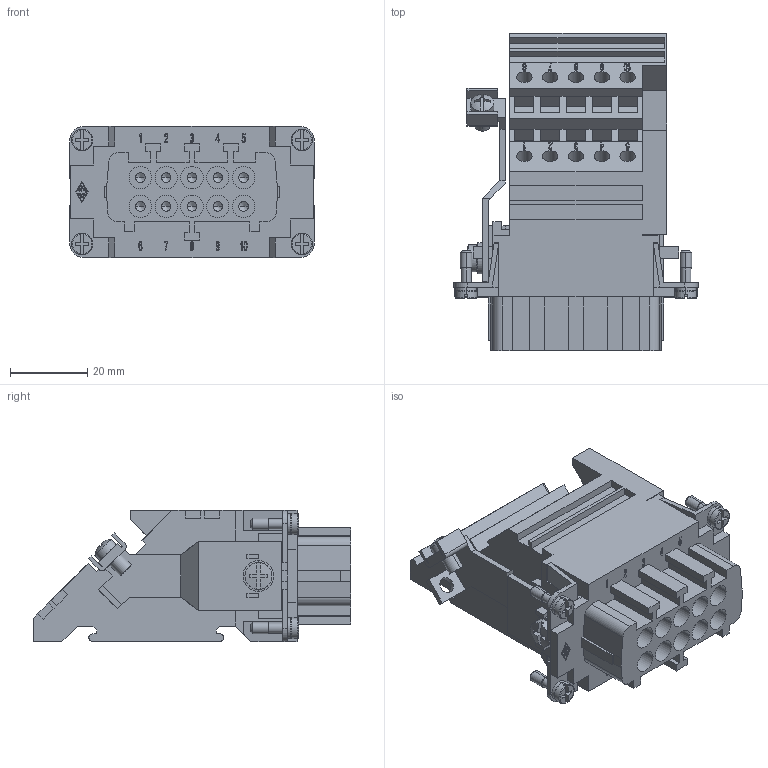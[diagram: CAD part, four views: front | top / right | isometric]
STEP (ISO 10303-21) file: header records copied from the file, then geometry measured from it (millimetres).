
FILE_DESCRIPTION((''),'2;1');
FILE_NAME('CTSEF 10 L.stp','2006-11-27T13:07:42',('gembarski'),(''),'Autodesk Inventor 7','Autodesk Inventor 7','');
FILE_SCHEMA(('AUTOMOTIVE_DESIGN { 1 0 10303 214 1 1 1 1 }'));
Length unit declared in the file: millimetre
Products named in the file (1): CTSEF 10 L
Bounding box: 63.4 x 82.5 x 34 mm (x, y, z)
Volume: 80334.4 mm3; surface area: 25424 mm2
Topology: 1 solids, 1 shells, 1042 faces, 2799 edges, 1806 vertices
Faces by surface type: plane 555, bspline 395, cylinder 78, sphere 6, cone 4, torus 4
Entity records: 34529 total; most frequent: CARTESIAN_POINT 10215, ORIENTED_EDGE 5558, DIRECTION 4050, EDGE_CURVE 2779, VECTOR 2028, LINE 2028, VERTEX_POINT 1806, EDGE_LOOP 1145
